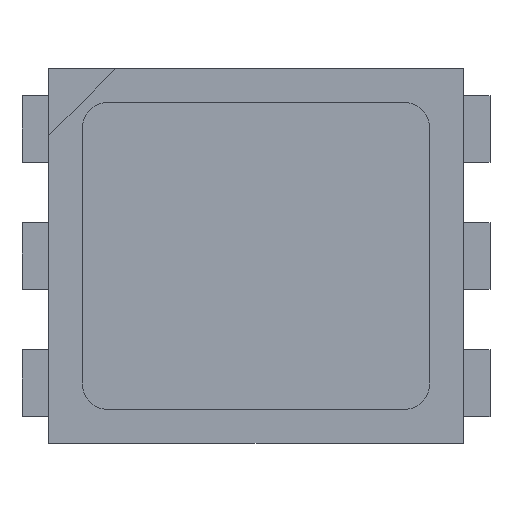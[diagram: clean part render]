
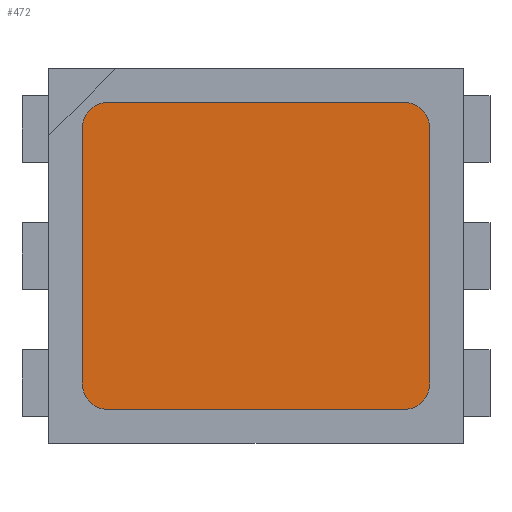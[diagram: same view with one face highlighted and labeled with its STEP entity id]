
A CAD part, top view. The second image highlights one B-rep face of the part: STEP entity #472.
In plain terms, the highlighted planar face has unit normal (0, 0, 1).
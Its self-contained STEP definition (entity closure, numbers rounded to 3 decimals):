
#472=ADVANCED_FACE('',(#677),#678,.T.);
#677=FACE_OUTER_BOUND('',#964,.T.);
#678=PLANE('',#965);
#964=EDGE_LOOP('',(#1596,#1597,#1598,#1599,#1600,#1601,#1602,#1603));
#965=AXIS2_PLACEMENT_3D('',#1604,#1605,#1606);
#1596=ORIENTED_EDGE('',*,*,#2482,.T.);
#1597=ORIENTED_EDGE('',*,*,#2483,.T.);
#1598=ORIENTED_EDGE('',*,*,#2469,.T.);
#1599=ORIENTED_EDGE('',*,*,#2472,.T.);
#1600=ORIENTED_EDGE('',*,*,#2474,.T.);
#1601=ORIENTED_EDGE('',*,*,#2476,.T.);
#1602=ORIENTED_EDGE('',*,*,#2478,.T.);
#1603=ORIENTED_EDGE('',*,*,#2480,.T.);
#1604=CARTESIAN_POINT('',(-1.1,-0.95,0.6));
#1605=DIRECTION('',(0.,0.,1.0));
#1606=DIRECTION('',(1.0,0.,0.0));
#2469=EDGE_CURVE('',#2948,#2946,#2949,.T.);
#2472=EDGE_CURVE('',#2946,#2951,#2953,.T.);
#2474=EDGE_CURVE('',#2951,#2954,#2956,.T.);
#2476=EDGE_CURVE('',#2954,#2957,#2959,.T.);
#2478=EDGE_CURVE('',#2957,#2960,#2962,.T.);
#2480=EDGE_CURVE('',#2960,#2963,#2965,.T.);
#2482=EDGE_CURVE('',#2963,#2966,#2968,.T.);
#2483=EDGE_CURVE('',#2966,#2948,#2969,.T.);
#2946=VERTEX_POINT('',#3714);
#2948=VERTEX_POINT('',#3717);
#2949=CIRCLE('',#3718,0.2);
#2951=VERTEX_POINT('',#3721);
#2953=LINE('',#3724,#3725);
#2954=VERTEX_POINT('',#3726);
#2956=CIRCLE('',#3729,0.2);
#2957=VERTEX_POINT('',#3730);
#2959=LINE('',#3733,#3734);
#2960=VERTEX_POINT('',#3735);
#2962=CIRCLE('',#3738,0.2);
#2963=VERTEX_POINT('',#3739);
#2965=LINE('',#3742,#3743);
#2966=VERTEX_POINT('',#3744);
#2968=CIRCLE('',#3747,0.2);
#2969=LINE('',#3748,#3749);
#3714=CARTESIAN_POINT('',(-1.1,-1.15,0.6));
#3717=CARTESIAN_POINT('',(-1.3,-0.95,0.6));
#3718=AXIS2_PLACEMENT_3D('',#4525,#4526,#4527);
#3721=CARTESIAN_POINT('',(1.1,-1.15,0.6));
#3724=CARTESIAN_POINT('',(-1.1,-1.15,0.6));
#3725=VECTOR('',#4530,1000.0);
#3726=CARTESIAN_POINT('',(1.3,-0.95,0.6));
#3729=AXIS2_PLACEMENT_3D('',#4532,#4533,#4534);
#3730=CARTESIAN_POINT('',(1.3,0.95,0.6));
#3733=CARTESIAN_POINT('',(1.3,-0.95,0.6));
#3734=VECTOR('',#4536,1000.0);
#3735=CARTESIAN_POINT('',(1.1,1.15,0.6));
#3738=AXIS2_PLACEMENT_3D('',#4538,#4539,#4540);
#3739=CARTESIAN_POINT('',(-1.1,1.15,0.6));
#3742=CARTESIAN_POINT('',(-1.1,1.15,0.6));
#3743=VECTOR('',#4542,1000.0);
#3744=CARTESIAN_POINT('',(-1.3,0.95,0.6));
#3747=AXIS2_PLACEMENT_3D('',#4544,#4545,#4546);
#3748=CARTESIAN_POINT('',(-1.3,-0.95,0.6));
#3749=VECTOR('',#4547,1000.0);
#4525=CARTESIAN_POINT('',(-1.1,-0.95,0.6));
#4526=DIRECTION('',(0.,-0.0,1.0));
#4527=DIRECTION('',(1.0,0.0,0.));
#4530=DIRECTION('',(1.0,0.0,0.));
#4532=CARTESIAN_POINT('',(1.1,-0.95,0.6));
#4533=DIRECTION('',(0.,-0.0,1.0));
#4534=DIRECTION('',(1.0,0.0,0.));
#4536=DIRECTION('',(-0.0,1.0,0.0));
#4538=CARTESIAN_POINT('',(1.1,0.95,0.6));
#4539=DIRECTION('',(0.,-0.0,1.0));
#4540=DIRECTION('',(1.0,0.0,0.));
#4542=DIRECTION('',(-1.0,-0.0,0.));
#4544=CARTESIAN_POINT('',(-1.1,0.95,0.6));
#4545=DIRECTION('',(0.,-0.0,1.0));
#4546=DIRECTION('',(1.0,0.0,0.));
#4547=DIRECTION('',(0.0,-1.0,-0.0));
